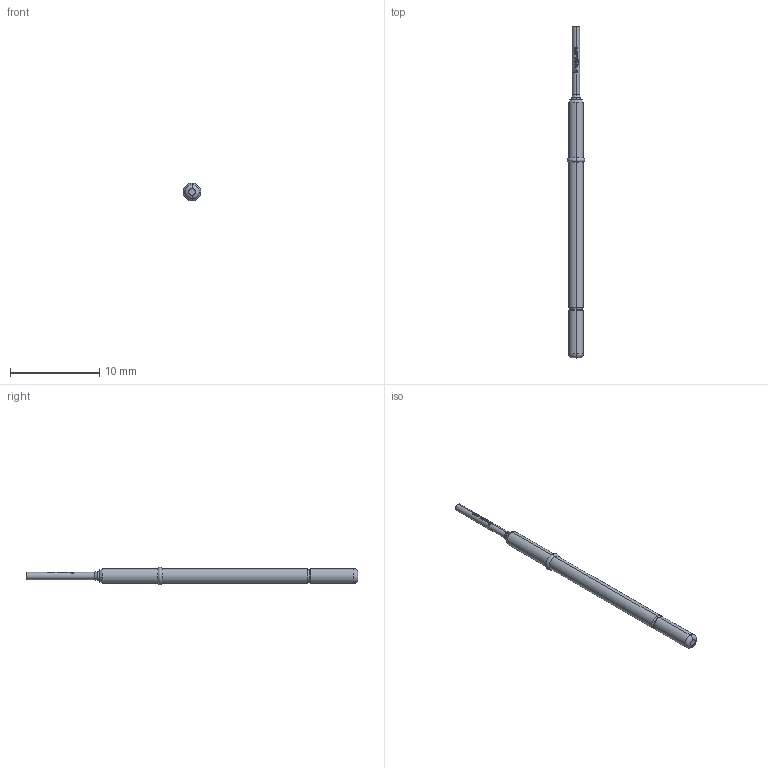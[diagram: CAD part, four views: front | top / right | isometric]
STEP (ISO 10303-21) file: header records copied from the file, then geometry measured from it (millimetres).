
FILE_DESCRIPTION (( 'STEP AP203' ), '1' );
FILE_NAME ('INGUN_GKS-112_302_080_A_xx07.STEP', '2022-01-10T09:38:02', ( 'ochi' ), ( '' ), 'SwSTEP 2.0', 'SolidWorks 2018', '' );
FILE_SCHEMA (( 'CONFIG_CONTROL_DESIGN' ));
Length unit declared in the file: millimetre
Products named in the file (1): INGUN_GKS-112_302_080_A_xx07
Bounding box: 2 x 37.3 x 2 mm (x, y, z)
Volume: 66.2 mm3; surface area: 175.4 mm2
Topology: 1 solids, 1 shells, 97 faces, 261 edges, 168 vertices
Faces by surface type: plane 43, bspline 22, cylinder 20, torus 8, cone 4
Entity records: 3382 total; most frequent: CARTESIAN_POINT 1027, ORIENTED_EDGE 522, DIRECTION 419, EDGE_CURVE 261, AXIS2_PLACEMENT_3D 168, VERTEX_POINT 168, EDGE_LOOP 99, FACE_OUTER_BOUND 97
